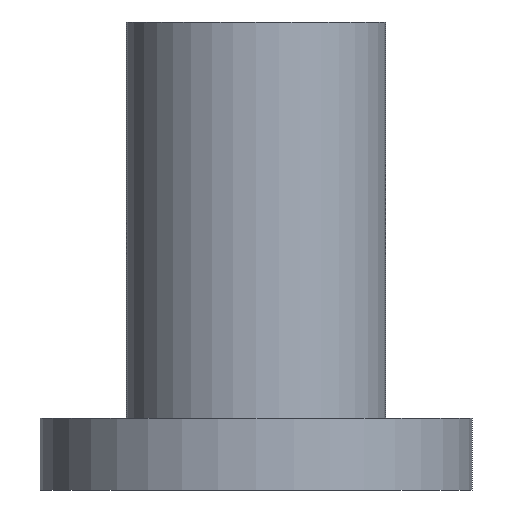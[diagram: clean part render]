
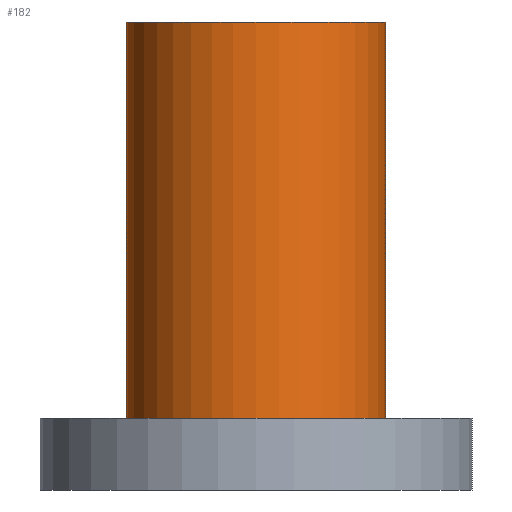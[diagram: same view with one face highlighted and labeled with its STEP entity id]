
A CAD part, front view. The second image highlights one B-rep face of the part: STEP entity #182.
In plain terms, the highlighted cylindrical face has radius 1.8 mm (diameter 3.6 mm), a partial arc.
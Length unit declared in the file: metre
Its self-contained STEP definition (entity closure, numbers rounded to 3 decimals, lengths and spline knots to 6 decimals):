
#16=CIRCLE('',#208,0.0018);
#18=CIRCLE('',#213,0.0018);
#22=CYLINDRICAL_SURFACE('',#212,0.0018);
#56=ORIENTED_EDGE('',*,*,#89,.T.);
#57=ORIENTED_EDGE('',*,*,#84,.T.);
#58=ORIENTED_EDGE('',*,*,#91,.F.);
#59=ORIENTED_EDGE('',*,*,#92,.F.);
#84=EDGE_CURVE('',#104,#105,#16,.F.);
#89=EDGE_CURVE('',#109,#104,#123,.T.);
#91=EDGE_CURVE('',#110,#105,#125,.T.);
#92=EDGE_CURVE('',#109,#110,#18,.F.);
#104=VERTEX_POINT('',#301);
#105=VERTEX_POINT('',#302);
#109=VERTEX_POINT('',#313);
#110=VERTEX_POINT('',#317);
#123=LINE('',#312,#139);
#125=LINE('',#316,#141);
#139=VECTOR('',#257,1.);
#141=VECTOR('',#261,1.);
#152=EDGE_LOOP('',(#56,#57,#58,#59));
#164=FACE_BOUND('',#152,.T.);
#182=ADVANCED_FACE('',(#164),#22,.T.);
#208=AXIS2_PLACEMENT_3D('',#300,#246,#247);
#212=AXIS2_PLACEMENT_3D('',#315,#259,#260);
#213=AXIS2_PLACEMENT_3D('',#318,#262,#263);
#246=DIRECTION('',(0.,0.,-1.));
#247=DIRECTION('',(-1.,0.,0.));
#257=DIRECTION('',(0.,0.,-1.));
#259=DIRECTION('',(0.,0.,-1.));
#260=DIRECTION('',(-1.,0.,0.));
#261=DIRECTION('',(0.,0.,-1.));
#262=DIRECTION('',(0.,0.,-1.));
#263=DIRECTION('',(-1.,0.,0.));
#300=CARTESIAN_POINT('',(0.,-0.0035,0.001));
#301=CARTESIAN_POINT('',(-0.0018,-0.0035,0.001));
#302=CARTESIAN_POINT('',(0.0018,-0.0035,0.001));
#312=CARTESIAN_POINT('',(-0.0018,-0.0035,0.0065));
#313=CARTESIAN_POINT('',(-0.0018,-0.0035,0.0065));
#315=CARTESIAN_POINT('',(0.,-0.0035,0.0065));
#316=CARTESIAN_POINT('',(0.0018,-0.0035,0.0065));
#317=CARTESIAN_POINT('',(0.0018,-0.0035,0.0065));
#318=CARTESIAN_POINT('',(0.,-0.0035,0.0065));
